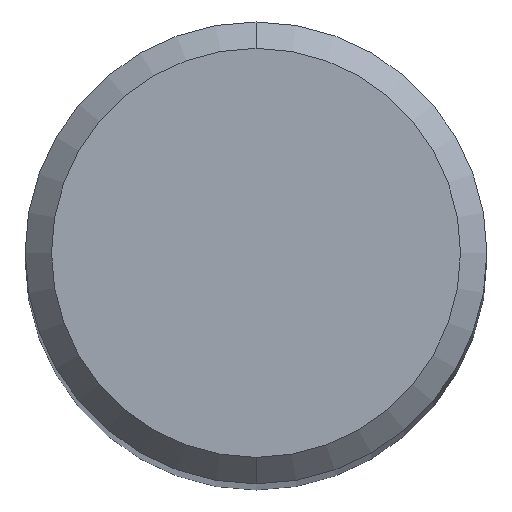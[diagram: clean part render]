
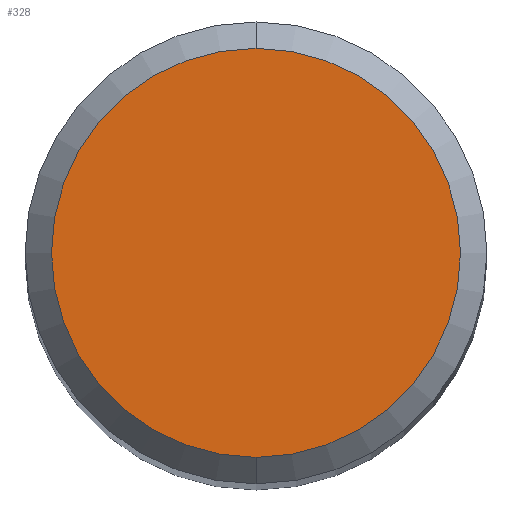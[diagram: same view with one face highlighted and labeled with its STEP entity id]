
A CAD part, top view. The second image highlights one B-rep face of the part: STEP entity #328.
In plain terms, the highlighted planar face has unit normal (0, 0, 1).
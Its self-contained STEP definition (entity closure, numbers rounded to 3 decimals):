
#208=VERTEX_POINT('',#513);
#218=EDGE_CURVE('',#208,#246,#523,.T.);
#246=VERTEX_POINT('',#555);
#328=ADVANCED_FACE('',(#643),#644,.T.);
#404=EDGE_CURVE('',#246,#208,#728,.T.);
#513=CARTESIAN_POINT('',(0.,-3.1,0.0));
#523=CIRCLE('',#911,3.1);
#555=CARTESIAN_POINT('',(0.0,3.1,0.0));
#643=FACE_OUTER_BOUND('',#1128,.T.);
#644=PLANE('',#1129);
#728=CIRCLE('',#1281,3.1);
#911=AXIS2_PLACEMENT_3D('',#1467,#1468,#1469);
#1128=EDGE_LOOP('',(#1609,#1610));
#1129=AXIS2_PLACEMENT_3D('',#1611,#1612,#1613);
#1281=AXIS2_PLACEMENT_3D('',#1699,#1700,#1701);
#1467=CARTESIAN_POINT('',(0.0,0.0,0.0));
#1468=DIRECTION('',(0.0,0.0,-1.0));
#1469=DIRECTION('',(0.0,1.0,0.0));
#1609=ORIENTED_EDGE('',*,*,#404,.F.);
#1610=ORIENTED_EDGE('',*,*,#218,.F.);
#1611=CARTESIAN_POINT('',(0.0,1.55,0.0));
#1612=DIRECTION('',(-0.0,0.0,1.0));
#1613=DIRECTION('',(0.0,-1.0,0.0));
#1699=CARTESIAN_POINT('',(0.0,0.0,0.0));
#1700=DIRECTION('',(0.0,0.0,-1.0));
#1701=DIRECTION('',(0.0,1.0,0.0));
